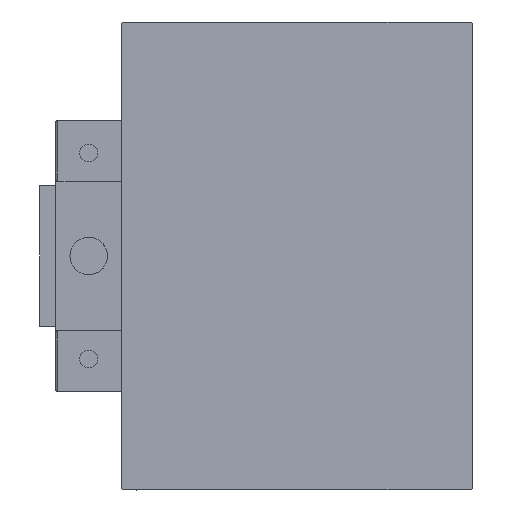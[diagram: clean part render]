
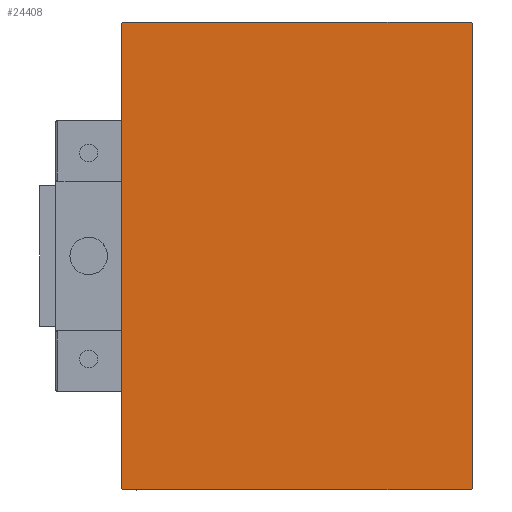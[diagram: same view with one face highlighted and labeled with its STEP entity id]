
A CAD part, left-side view. The second image highlights one B-rep face of the part: STEP entity #24408.
In plain terms, the highlighted face is planar.
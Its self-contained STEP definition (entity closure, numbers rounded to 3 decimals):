
#1039 = CARTESIAN_POINT ( 'NONE',  ( 153., -37.5, 49.7 ) ) ;
#1138 = VERTEX_POINT ( 'NONE', #49120 ) ;
#1377 = VERTEX_POINT ( 'NONE', #1039 ) ;
#1834 = CARTESIAN_POINT ( 'NONE',  ( 153., -37.5, 50. ) ) ;
#2927 = DIRECTION ( 'NONE',  ( 0., -0.707, -0.707 ) ) ;
#3638 = VERTEX_POINT ( 'NONE', #17982 ) ;
#4904 = ORIENTED_EDGE ( 'NONE', *, *, #31457, .T. ) ;
#5692 = ORIENTED_EDGE ( 'NONE', *, *, #21573, .T. ) ;
#5736 = CARTESIAN_POINT ( 'NONE',  ( 153., -43.6, 43.6 ) ) ;
#5766 = DIRECTION ( 'NONE',  ( 0., -1., 0. ) ) ;
#7019 = FACE_OUTER_BOUND ( 'NONE', #10651, .T. ) ;
#7350 = ORIENTED_EDGE ( 'NONE', *, *, #44262, .T. ) ;
#7491 = CARTESIAN_POINT ( 'NONE',  ( 153., 37.2, -50. ) ) ;
#7539 = ORIENTED_EDGE ( 'NONE', *, *, #30346, .T. ) ;
#7878 = LINE ( 'NONE', #34850, #25171 ) ;
#8599 = ORIENTED_EDGE ( 'NONE', *, *, #22186, .T. ) ;
#10067 = CARTESIAN_POINT ( 'NONE',  ( 153., -37.5, -50. ) ) ;
#10321 = DIRECTION ( 'NONE',  ( 0., 1., 0. ) ) ;
#10651 = EDGE_LOOP ( 'NONE', ( #7350, #5692, #4904, #8599, #7539, #46317, #29687, #11980 ) ) ;
#11218 = VERTEX_POINT ( 'NONE', #49069 ) ;
#11624 = CARTESIAN_POINT ( 'NONE',  ( 153., 43.6, 43.6 ) ) ;
#11834 = CARTESIAN_POINT ( 'NONE',  ( 153., 0., 0. ) ) ;
#11980 = ORIENTED_EDGE ( 'NONE', *, *, #47343, .T. ) ;
#12892 = DIRECTION ( 'NONE',  ( 0., 0., -1. ) ) ;
#14272 = CARTESIAN_POINT ( 'NONE',  ( 153., 37.2, 50. ) ) ;
#14491 = LINE ( 'NONE', #43163, #35709 ) ;
#15163 = DIRECTION ( 'NONE',  ( 0., 0., 1. ) ) ;
#17026 = CARTESIAN_POINT ( 'NONE',  ( 153., -37.2, 50. ) ) ;
#17212 = VERTEX_POINT ( 'NONE', #47989 ) ;
#17608 = CARTESIAN_POINT ( 'NONE',  ( 153., 37.5, 50. ) ) ;
#17982 = CARTESIAN_POINT ( 'NONE',  ( 153., -37.5, -49.7 ) ) ;
#20262 = VECTOR ( 'NONE', #39349, 1000. ) ;
#20907 = VECTOR ( 'NONE', #2927, 1000. ) ;
#21573 = EDGE_CURVE ( 'NONE', #39192, #1138, #7878, .T. ) ;
#21844 = VERTEX_POINT ( 'NONE', #14272 ) ;
#22186 = EDGE_CURVE ( 'NONE', #11218, #21844, #23453, .T. ) ;
#22194 = LINE ( 'NONE', #5736, #20907 ) ;
#22546 = EDGE_CURVE ( 'NONE', #1377, #3638, #37002, .T. ) ;
#23453 = LINE ( 'NONE', #11624, #20262 ) ;
#24408 = ADVANCED_FACE ( 'NONE', ( #7019 ), #26555, .T. ) ;
#25171 = VECTOR ( 'NONE', #50757, 1000. ) ;
#26555 = PLANE ( 'NONE',  #36713 ) ;
#27486 = VERTEX_POINT ( 'NONE', #17026 ) ;
#29687 = ORIENTED_EDGE ( 'NONE', *, *, #22546, .T. ) ;
#30346 = EDGE_CURVE ( 'NONE', #21844, #27486, #41211, .T. ) ;
#31457 = EDGE_CURVE ( 'NONE', #1138, #11218, #38277, .T. ) ;
#31616 = VECTOR ( 'NONE', #10321, 1000. ) ;
#34569 = VECTOR ( 'NONE', #15163, 1000. ) ;
#34850 = CARTESIAN_POINT ( 'NONE',  ( 153., 43.6, -43.6 ) ) ;
#35709 = VECTOR ( 'NONE', #49135, 1000. ) ;
#36713 = AXIS2_PLACEMENT_3D ( 'NONE', #11834, #38097, #39299 ) ;
#37002 = LINE ( 'NONE', #1834, #46406 ) ;
#38097 = DIRECTION ( 'NONE',  ( 1., 0., 0. ) ) ;
#38277 = LINE ( 'NONE', #41872, #34569 ) ;
#39192 = VERTEX_POINT ( 'NONE', #7491 ) ;
#39299 = DIRECTION ( 'NONE',  ( 0., 0., -1. ) ) ;
#39349 = DIRECTION ( 'NONE',  ( 0., -0.707, 0.707 ) ) ;
#40252 = VECTOR ( 'NONE', #5766, 1000. ) ;
#41211 = LINE ( 'NONE', #17608, #40252 ) ;
#41872 = CARTESIAN_POINT ( 'NONE',  ( 153., 37.5, -50. ) ) ;
#42882 = EDGE_CURVE ( 'NONE', #27486, #1377, #22194, .T. ) ;
#43163 = CARTESIAN_POINT ( 'NONE',  ( 153., -43.6, -43.6 ) ) ;
#44262 = EDGE_CURVE ( 'NONE', #17212, #39192, #45230, .T. ) ;
#45230 = LINE ( 'NONE', #10067, #31616 ) ;
#46317 = ORIENTED_EDGE ( 'NONE', *, *, #42882, .T. ) ;
#46406 = VECTOR ( 'NONE', #12892, 1000. ) ;
#47343 = EDGE_CURVE ( 'NONE', #3638, #17212, #14491, .T. ) ;
#47989 = CARTESIAN_POINT ( 'NONE',  ( 153., -37.2, -50. ) ) ;
#49069 = CARTESIAN_POINT ( 'NONE',  ( 153., 37.5, 49.7 ) ) ;
#49120 = CARTESIAN_POINT ( 'NONE',  ( 153., 37.5, -49.7 ) ) ;
#49135 = DIRECTION ( 'NONE',  ( 0., 0.707, -0.707 ) ) ;
#50757 = DIRECTION ( 'NONE',  ( 0., 0.707, 0.707 ) ) ;
